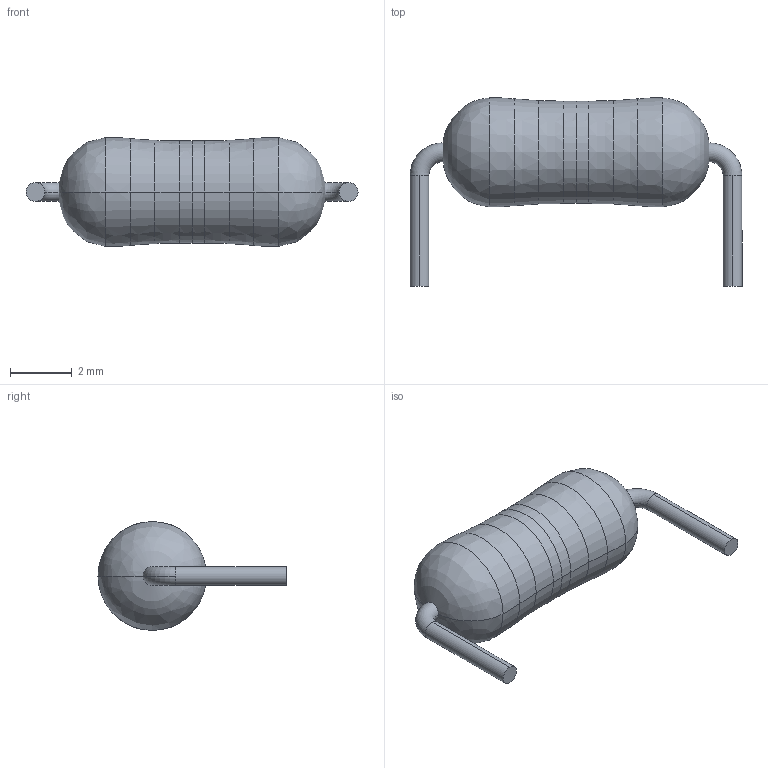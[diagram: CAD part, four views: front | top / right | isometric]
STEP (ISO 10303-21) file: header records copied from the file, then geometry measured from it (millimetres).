
FILE_DESCRIPTION (( 'STEP AP214' ), '1' );
FILE_NAME ('73701A63-E1CE-4C26-BC6D-341E1FDDB0C0.STEP', '2008-06-26T03:23:06', ( 'sysAdmin' ), ( 'SolidWorks' ), 'SwSTEP 2.0', 'SolidWorks 2008', '' );
FILE_SCHEMA (( 'AUTOMOTIVE_DESIGN' ));
Length unit declared in the file: millimetre
Products named in the file (1): 73701A63-E1CE-4C26-BC6D-341E1FDDB0C0
Bounding box: 10.72 x 6.07 x 3.52 mm (x, y, z)
Volume: 72.6 mm3; surface area: 112.9 mm2
Topology: 1 solids, 1 shells, 30 faces, 62 edges, 34 vertices
Faces by surface type: bspline 20, torus 4, cylinder 4, plane 2
Entity records: 1311 total; most frequent: CARTESIAN_POINT 527, ORIENTED_EDGE 124, DIRECTION 102, EDGE_CURVE 62, AXIS2_PLACEMENT_3D 49, CIRCLE 38, VERTEX_POINT 34, ADVANCED_FACE 30
